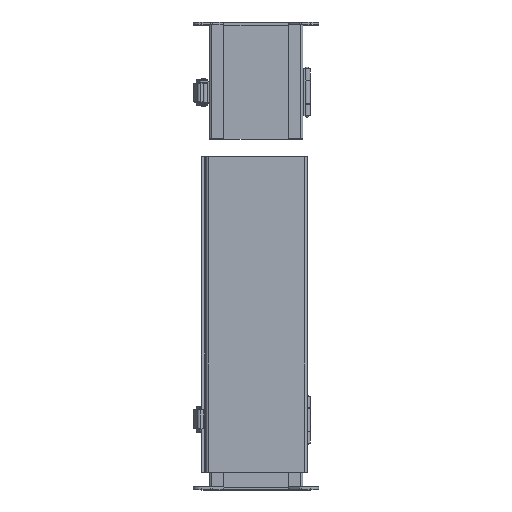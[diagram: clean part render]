
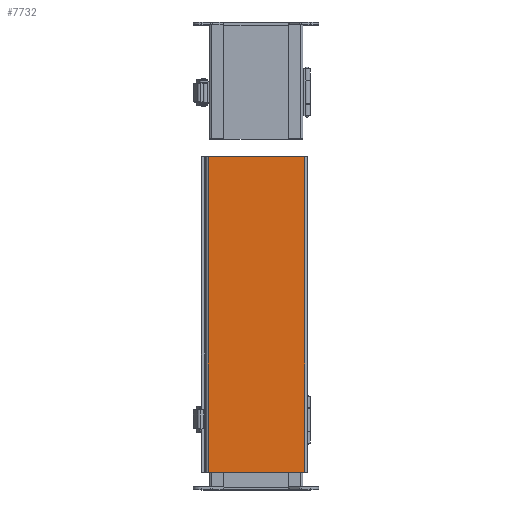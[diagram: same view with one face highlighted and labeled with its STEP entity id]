
A CAD part, top view. The second image highlights one B-rep face of the part: STEP entity #7732.
In plain terms, the highlighted planar face has unit normal (0, 0, 1).
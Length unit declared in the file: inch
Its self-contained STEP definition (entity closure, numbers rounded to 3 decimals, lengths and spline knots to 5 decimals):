
#825 = DIRECTION ( 'NONE',  ( -1., 0., 0. ) ) ;
#963 = CARTESIAN_POINT ( 'NONE',  ( -2.0355, 0.625, 4.172 ) ) ;
#1988 = VECTOR ( 'NONE', #6915, 39.37008 ) ;
#2355 = ORIENTED_EDGE ( 'NONE', *, *, #11720, .F. ) ;
#2400 = EDGE_CURVE ( 'NONE', #6939, #4351, #3460, .T. ) ;
#2434 = VERTEX_POINT ( 'NONE', #7411 ) ;
#2748 = ORIENTED_EDGE ( 'NONE', *, *, #8909, .T. ) ;
#3220 = LINE ( 'NONE', #12505, #10826 ) ;
#3439 = CARTESIAN_POINT ( 'NONE',  ( 2.0785, 14.125, 4.172 ) ) ;
#3460 = LINE ( 'NONE', #8400, #9949 ) ;
#3772 = FACE_OUTER_BOUND ( 'NONE', #9739, .T. ) ;
#4351 = VERTEX_POINT ( 'NONE', #963 ) ;
#5022 = PLANE ( 'NONE',  #6704 ) ;
#5236 = ORIENTED_EDGE ( 'NONE', *, *, #2400, .F. ) ;
#6249 = DIRECTION ( 'NONE',  ( 1., 0., 0. ) ) ;
#6292 = DIRECTION ( 'NONE',  ( -1., 0., 0. ) ) ;
#6467 = LINE ( 'NONE', #3439, #12319 ) ;
#6704 = AXIS2_PLACEMENT_3D ( 'NONE', #10034, #7783, #825 ) ;
#6915 = DIRECTION ( 'NONE',  ( 0., 1., 0. ) ) ;
#6939 = VERTEX_POINT ( 'NONE', #11912 ) ;
#7411 = CARTESIAN_POINT ( 'NONE',  ( -2.0355, 14.125, 4.172 ) ) ;
#7732 = ADVANCED_FACE ( 'NONE', ( #3772 ), #5022, .T. ) ;
#7783 = DIRECTION ( 'NONE',  ( 0., 0., 1. ) ) ;
#7901 = LINE ( 'NONE', #11930, #1988 ) ;
#8176 = EDGE_CURVE ( 'NONE', #4351, #2434, #7901, .T. ) ;
#8400 = CARTESIAN_POINT ( 'NONE',  ( 2.0785, 0.625, 4.172 ) ) ;
#8630 = VERTEX_POINT ( 'NONE', #9731 ) ;
#8909 = EDGE_CURVE ( 'NONE', #6939, #8630, #6467, .T. ) ;
#9731 = CARTESIAN_POINT ( 'NONE',  ( 2.0785, 14.125, 4.172 ) ) ;
#9739 = EDGE_LOOP ( 'NONE', ( #2355, #11348, #5236, #2748 ) ) ;
#9949 = VECTOR ( 'NONE', #6292, 39.37008 ) ;
#10034 = CARTESIAN_POINT ( 'NONE',  ( -2.0715, 14.125, 4.172 ) ) ;
#10751 = DIRECTION ( 'NONE',  ( 0., 1., 0. ) ) ;
#10826 = VECTOR ( 'NONE', #6249, 39.37008 ) ;
#11348 = ORIENTED_EDGE ( 'NONE', *, *, #8176, .F. ) ;
#11720 = EDGE_CURVE ( 'NONE', #2434, #8630, #3220, .T. ) ;
#11912 = CARTESIAN_POINT ( 'NONE',  ( 2.0785, 0.625, 4.172 ) ) ;
#11930 = CARTESIAN_POINT ( 'NONE',  ( -2.0355, 14.125, 4.172 ) ) ;
#12319 = VECTOR ( 'NONE', #10751, 39.37008 ) ;
#12505 = CARTESIAN_POINT ( 'NONE',  ( 2.1145, 14.125, 4.172 ) ) ;
